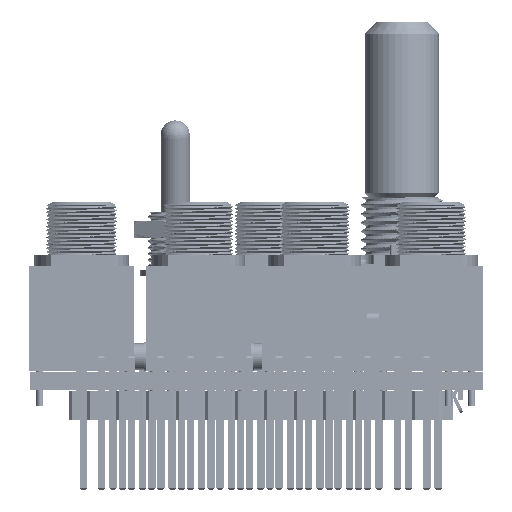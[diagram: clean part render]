
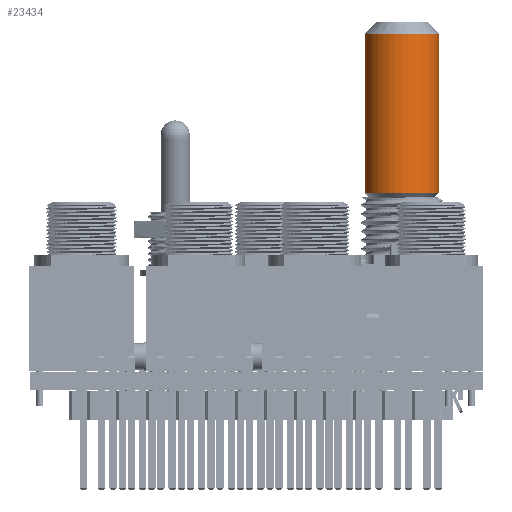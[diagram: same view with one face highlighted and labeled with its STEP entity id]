
A CAD part, front view. The second image highlights one B-rep face of the part: STEP entity #23434.
In plain terms, the highlighted cylindrical face has radius 3.175 mm (diameter 6.35 mm), a full revolution.
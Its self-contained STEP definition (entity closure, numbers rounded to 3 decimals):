
#23434 = ADVANCED_FACE('',(#23435),#23462,.T.);
#23435 = FACE_BOUND('',#23436,.T.);
#23436 = EDGE_LOOP('',(#23437,#23446,#23454,#23461));
#23437 = ORIENTED_EDGE('',*,*,#23438,.T.);
#23438 = EDGE_CURVE('',#23439,#23439,#23441,.T.);
#23439 = VERTEX_POINT('',#23440);
#23440 = CARTESIAN_POINT('',(3.175,0.,8.3));
#23441 = CIRCLE('',#23442,3.175);
#23442 = AXIS2_PLACEMENT_3D('',#23443,#23444,#23445);
#23443 = CARTESIAN_POINT('',(0.,0.,8.3));
#23444 = DIRECTION('',(0.,0.,1.));
#23445 = DIRECTION('',(1.,0.,-0.));
#23446 = ORIENTED_EDGE('',*,*,#23447,.T.);
#23447 = EDGE_CURVE('',#23439,#23448,#23450,.T.);
#23448 = VERTEX_POINT('',#23449);
#23449 = CARTESIAN_POINT('',(3.175,0.,22.));
#23450 = LINE('',#23451,#23452);
#23451 = CARTESIAN_POINT('',(3.175,0.,8.));
#23452 = VECTOR('',#23453,1.);
#23453 = DIRECTION('',(0.,0.,1.));
#23454 = ORIENTED_EDGE('',*,*,#23455,.F.);
#23455 = EDGE_CURVE('',#23448,#23448,#23456,.T.);
#23456 = CIRCLE('',#23457,3.175);
#23457 = AXIS2_PLACEMENT_3D('',#23458,#23459,#23460);
#23458 = CARTESIAN_POINT('',(0.,0.,22.));
#23459 = DIRECTION('',(0.,0.,1.));
#23460 = DIRECTION('',(1.,0.,-0.));
#23461 = ORIENTED_EDGE('',*,*,#23447,.F.);
#23462 = CYLINDRICAL_SURFACE('',#23463,3.175);
#23463 = AXIS2_PLACEMENT_3D('',#23464,#23465,#23466);
#23464 = CARTESIAN_POINT('',(0.,0.,8.));
#23465 = DIRECTION('',(-0.,-0.,-1.));
#23466 = DIRECTION('',(1.,0.,0.));
